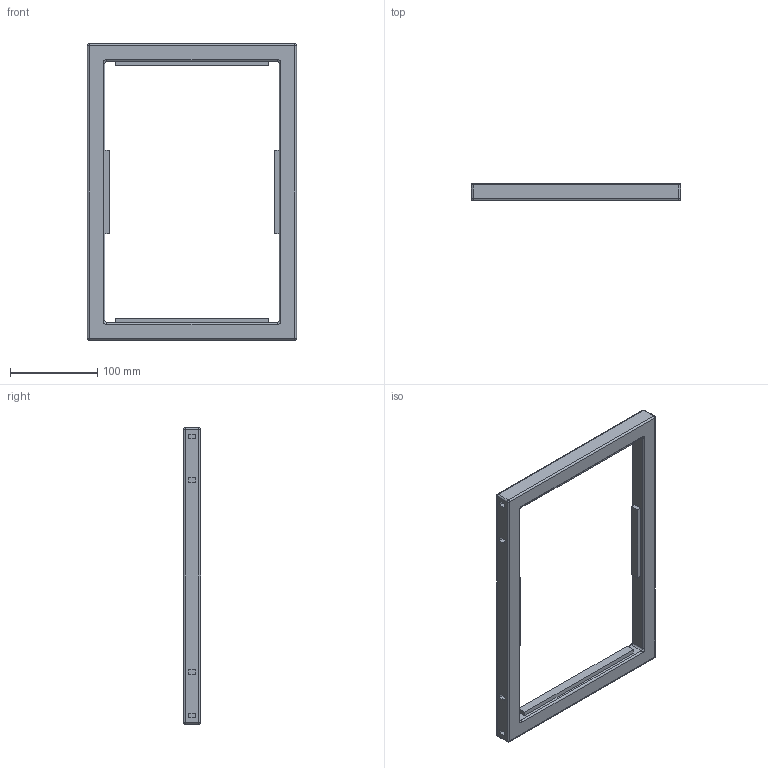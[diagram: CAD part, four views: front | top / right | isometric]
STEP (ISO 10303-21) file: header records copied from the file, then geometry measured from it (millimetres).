
FILE_DESCRIPTION (( 'STEP AP203' ), '1' );
FILE_NAME ('frame_Default_sldprt.STEP', '2022-06-04T22:41:01', ( '' ), ( '' ), 'SwSTEP 2.0', 'SolidWorks 2021', '' );
FILE_SCHEMA (( 'CONFIG_CONTROL_DESIGN' ));
Length unit declared in the file: millimetre
Products named in the file (1): frame_Default_sldprt
Bounding box: 240 x 20 x 340 mm (x, y, z)
Volume: 452303.5 mm3; surface area: 90486.1 mm2
Topology: 1 solids, 1 shells, 110 faces, 256 edges, 152 vertices
Faces by surface type: plane 70, cylinder 24, sphere 8, torus 8
Entity records: 3089 total; most frequent: DIRECTION 526, CARTESIAN_POINT 511, ORIENTED_EDGE 496, EDGE_CURVE 248, VECTOR 192, LINE 192, AXIS2_PLACEMENT_3D 167, VERTEX_POINT 152
